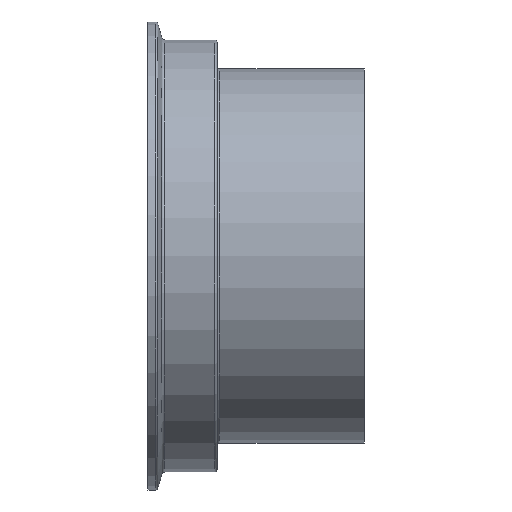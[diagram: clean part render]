
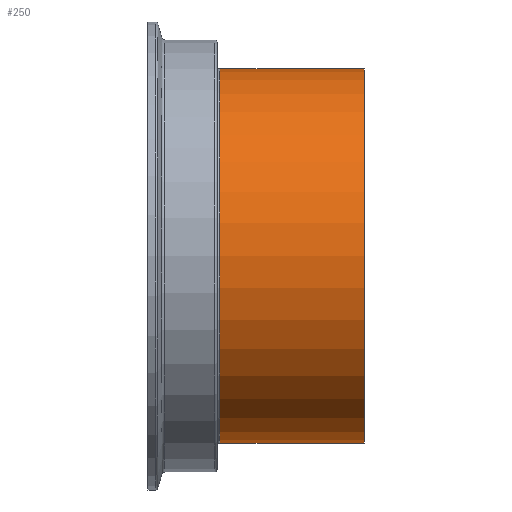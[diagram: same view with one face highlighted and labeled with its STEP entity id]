
A CAD part, top view. The second image highlights one B-rep face of the part: STEP entity #250.
In plain terms, the highlighted cylindrical face has radius 52 mm (diameter 104 mm), a partial arc.
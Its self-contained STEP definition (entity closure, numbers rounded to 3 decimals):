
#58 = DIRECTION ( 'NONE',  ( -1., 0., 0. ) ) ;
#73 = VECTOR ( 'NONE', #58, 1000. ) ;
#155 = FACE_OUTER_BOUND ( 'NONE', #631, .T. ) ;
#189 = EDGE_CURVE ( 'NONE', #306, #684, #244, .T. ) ;
#198 = ORIENTED_EDGE ( 'NONE', *, *, #368, .F. ) ;
#244 = LINE ( 'NONE', #492, #339 ) ;
#250 = ADVANCED_FACE ( 'NONE', ( #155 ), #653, .T. ) ;
#261 = CARTESIAN_POINT ( 'NONE',  ( 49.62, -79.635, 0. ) ) ;
#275 = DIRECTION ( 'NONE',  ( 0., -1., 0. ) ) ;
#285 = AXIS2_PLACEMENT_3D ( 'NONE', #642, #637, #275 ) ;
#303 = DIRECTION ( 'NONE',  ( -1., 0., 0. ) ) ;
#306 = VERTEX_POINT ( 'NONE', #261 ) ;
#336 = AXIS2_PLACEMENT_3D ( 'NONE', #504, #365, #795 ) ;
#337 = CARTESIAN_POINT ( 'NONE',  ( 9.62, -27.635, 0. ) ) ;
#339 = VECTOR ( 'NONE', #303, 1000. ) ;
#365 = DIRECTION ( 'NONE',  ( -1., 0., 0. ) ) ;
#368 = EDGE_CURVE ( 'NONE', #684, #747, #788, .T. ) ;
#380 = ORIENTED_EDGE ( 'NONE', *, *, #786, .T. ) ;
#423 = EDGE_CURVE ( 'NONE', #306, #723, #686, .T. ) ;
#435 = CARTESIAN_POINT ( 'NONE',  ( -172.678, 24.365, 0. ) ) ;
#461 = DIRECTION ( 'NONE',  ( -1., 0., 0. ) ) ;
#462 = ORIENTED_EDGE ( 'NONE', *, *, #423, .T. ) ;
#488 = CARTESIAN_POINT ( 'NONE',  ( 49.62, 24.365, 0. ) ) ;
#492 = CARTESIAN_POINT ( 'NONE',  ( -172.678, -79.635, 0. ) ) ;
#504 = CARTESIAN_POINT ( 'NONE',  ( 49.62, -27.635, 0. ) ) ;
#544 = ORIENTED_EDGE ( 'NONE', *, *, #189, .F. ) ;
#563 = CARTESIAN_POINT ( 'NONE',  ( 9.62, -79.635, 0. ) ) ;
#584 = DIRECTION ( 'NONE',  ( 0., -1., 0. ) ) ;
#631 = EDGE_LOOP ( 'NONE', ( #462, #380, #198, #544 ) ) ;
#634 = AXIS2_PLACEMENT_3D ( 'NONE', #337, #461, #584 ) ;
#637 = DIRECTION ( 'NONE',  ( -1., 0., 0. ) ) ;
#642 = CARTESIAN_POINT ( 'NONE',  ( -172.678, -27.635, 0. ) ) ;
#653 = CYLINDRICAL_SURFACE ( 'NONE', #285, 52. ) ;
#674 = LINE ( 'NONE', #435, #73 ) ;
#684 = VERTEX_POINT ( 'NONE', #563 ) ;
#686 = CIRCLE ( 'NONE', #336, 52. ) ;
#687 = CARTESIAN_POINT ( 'NONE',  ( 9.62, 24.365, 0. ) ) ;
#723 = VERTEX_POINT ( 'NONE', #488 ) ;
#747 = VERTEX_POINT ( 'NONE', #687 ) ;
#786 = EDGE_CURVE ( 'NONE', #723, #747, #674, .T. ) ;
#788 = CIRCLE ( 'NONE', #634, 52. ) ;
#795 = DIRECTION ( 'NONE',  ( 0., -1., 0. ) ) ;
